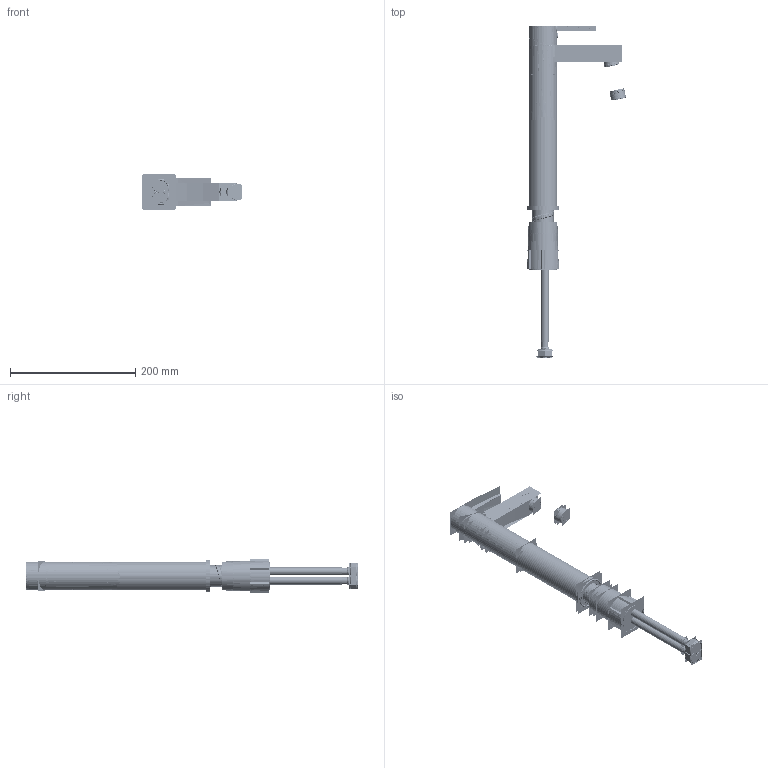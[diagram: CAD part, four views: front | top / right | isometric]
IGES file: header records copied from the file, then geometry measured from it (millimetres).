
Start section:  PTC IGES file: 1006102.igs
Global section: file name: 1006102.igs; native system: Pro/ENGINEER by Parametric Technology Corporation; preprocessor: 2008230; author: Administrator; organization: Unknown; date: 20140607.161852; units: millimetre
Bounding box: 159.42 x 529.85 x 56.82 mm (x, y, z)
Volume: 889195.1 mm3; surface area: 1707919.4 mm2
Topology: 29 solids, 48 shells, 4514 faces, 22663 edges, 29137 vertices
Faces by surface type: revolution 2764, bspline 1744, extrusion 6
